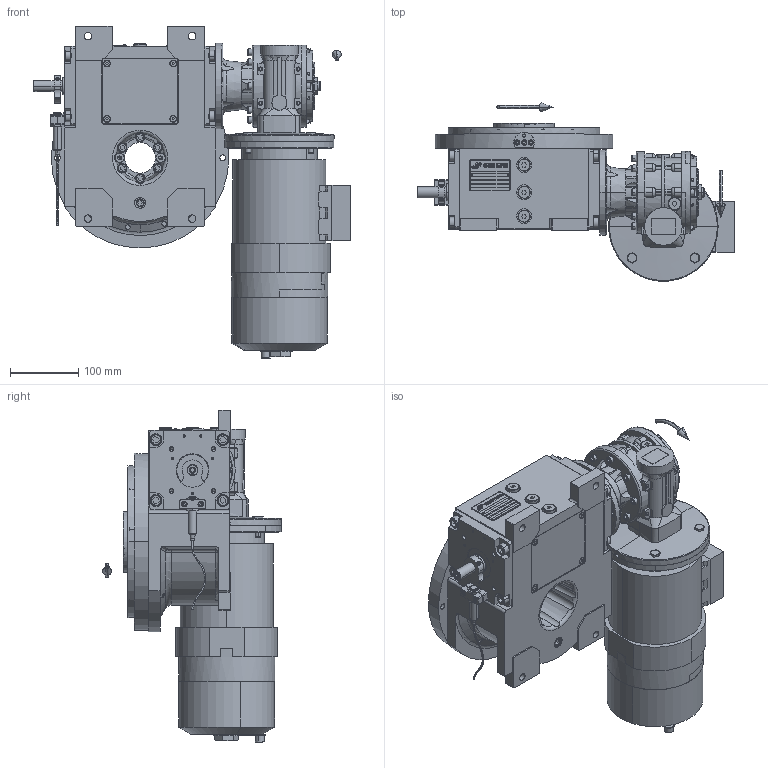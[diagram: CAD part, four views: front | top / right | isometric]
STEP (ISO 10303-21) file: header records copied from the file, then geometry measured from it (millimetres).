
FILE_DESCRIPTION (( 'STEP AP203' ), '1' );
FILE_NAME ('PC5201719.step', '2025-12-02T15:14:22', ( '' ), ( '' ), 'SwSTEP 2.0', 'SolidWorks 2020', '' );
FILE_SCHEMA (( 'CONFIG_CONTROL_DESIGN' ));
Length unit declared in the file: millimetre
Products named in the file (86): cfn2128_04_004; cfn2077_01_018; cfn2000_01_103; cfn2000_01_126; cfn2151_01_109; cfn2000_01_124; rig06_004_s_001; RIG06_021_AF1.stp; cfn2104_01_016; cfn2107_01_001; rig06_007_master; rig06_017; cfn2115_02_165; CFN2000_01_185.stp; 900_38_11_06_4; AS_rig06_071_8_m_n_03; BA71B5; rig06_003_8; cfn2155_01_056; cfn2115_01_005; cfn2151_01_090; CFN2104_02_017.stp; AS_900_38_30_003; cfn2128_19_002; rig06_001_a; cfn2003_01_054; CFN2010_01_012.stp; cfn2000_01_161; AS_rig06_016; RIG06_005_S_002_ASM.stp; CFN2010_02_002.stp; 900_38_30_003; rig06_004; AS_rig06_002_bl_001; cfn2070_05_005; RMI50_F1_LCB_SX_71B5; AS_900_38_11_06_4; cfn2401_01_003; cfn2205_01_013; cfn2400_04_003 ...
Assembly tree (79 placements, depth 5):
  cfn2077_01_018
  cfn2151_01_109
  rig06_007_master
  cfn2115_02_165
  cfn2151_01_090
Bounding box: 465 x 261.5 x 486.18 mm (x, y, z)
Volume: 8417320 mm3; surface area: 1258666.7 mm2
Topology: 69 solids, 71 shells, 3747 faces, 9544 edges, 6117 vertices
Faces by surface type: plane 1715, cylinder 1238, cone 590, torus 176, bspline 22, sphere 6
Entity records: 134982 total; most frequent: CARTESIAN_POINT 38556, ORIENTED_EDGE 18220, DIRECTION 18198, EDGE_CURVE 9112, AXIS2_PLACEMENT_3D 6622, VERTEX_POINT 5912, VECTOR 4954, LINE 4954
